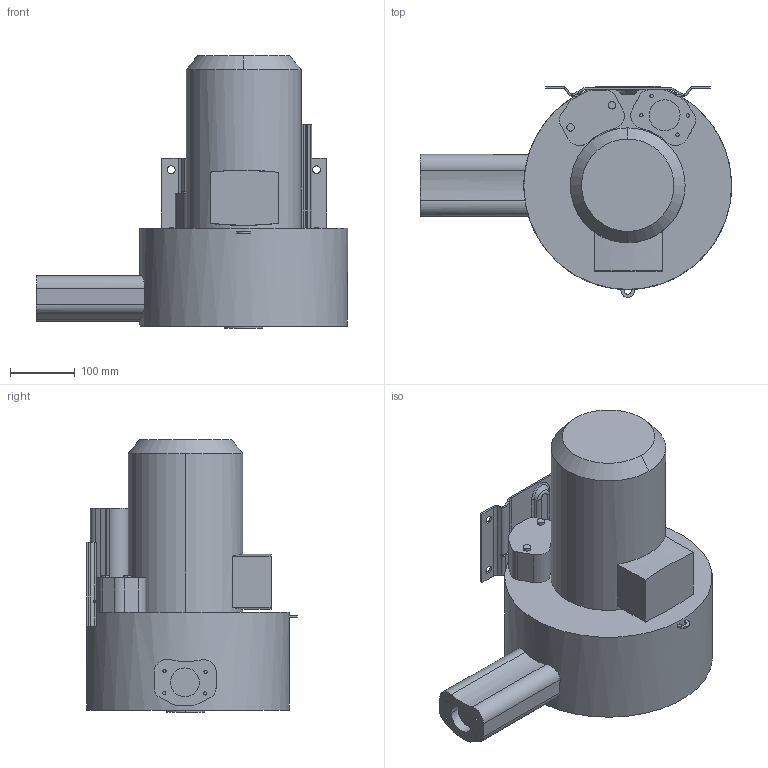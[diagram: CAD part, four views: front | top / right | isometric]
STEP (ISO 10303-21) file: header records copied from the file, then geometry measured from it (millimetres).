
FILE_DESCRIPTION((''),'2;1');
FILE_NAME('2RB420-1HQ36','2026-02-07T',('Administrator'),(''),'PRO/ENGINEER BY PARAMETRIC TECHNOLOGY CORPORATION, 2007090','PRO/ENGINEER BY PARAMETRIC TECHNOLOGY CORPORATION, 2007090','');
FILE_SCHEMA(('AUTOMOTIVE_DESIGN_CC2 { 1 2 10303 214 -1 1 5 2 }'));
Length unit declared in the file: millimetre
Products named in the file (1): 2RB420-1HQ36
Bounding box: 482.26 x 326.96 x 422.05 mm (x, y, z)
Volume: 21553968.8 mm3; surface area: 657616.8 mm2
Topology: 1 solids, 1 shells, 222 faces, 607 edges, 402 vertices
Faces by surface type: cylinder 110, plane 84, bspline 12, extrusion 8, cone 8
Entity records: 8348 total; most frequent: CARTESIAN_POINT 2640, ORIENTED_EDGE 1214, DIRECTION 1167, EDGE_CURVE 607, AXIS2_PLACEMENT_3D 430, VERTEX_POINT 402, VECTOR 307, LINE 299
